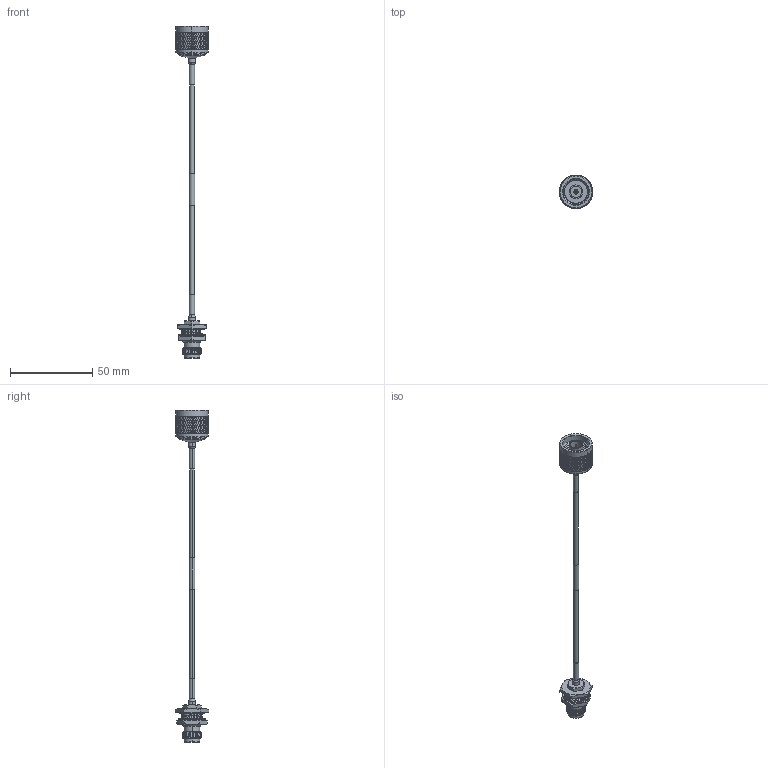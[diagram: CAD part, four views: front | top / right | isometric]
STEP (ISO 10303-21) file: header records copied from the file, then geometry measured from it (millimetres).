
FILE_DESCRIPTION (( 'STEP AP214' ), '1' );
FILE_NAME ('LCCA30645.step', '2020-05-06T20:44:29', ( '' ), ( '' ), 'SwSTEP 2.0', 'SolidWorks 2018', '' );
FILE_SCHEMA (( 'AUTOMOTIVE_DESIGN' ));
Length unit declared in the file: inch
Products named in the file (5): LCCA30645; LC085TBJ^LCCA30645; LCCN3063^LCCA30645_Heat Shrink; LCCN3050^LCCA30645_Heat Shrink; Label^LCCA30645
Assembly tree (4 placements, depth 2):
  LCCA30645
    LC085TBJ^LCCA30645
    Label^LCCA30645
    LCCN3063^LCCA30645_Heat Shrink
    LCCN3050^LCCA30645_Heat Shrink
Bounding box: 20.32 x 20.32 x 201.66 mm (x, y, z)
Volume: 7466.2 mm3; surface area: 7905.8 mm2
Topology: 8 solids, 9 shells, 2592 faces, 5677 edges, 3121 vertices
Faces by surface type: bspline 1875, cylinder 566, plane 79, cone 68, torus 4
Entity records: 113046 total; most frequent: CARTESIAN_POINT 76980, ORIENTED_EDGE 11354, EDGE_CURVE 5677, VERTEX_POINT 3121, EDGE_LOOP 2618, ADVANCED_FACE 2592, FACE_OUTER_BOUND 2592, DIRECTION 2566
